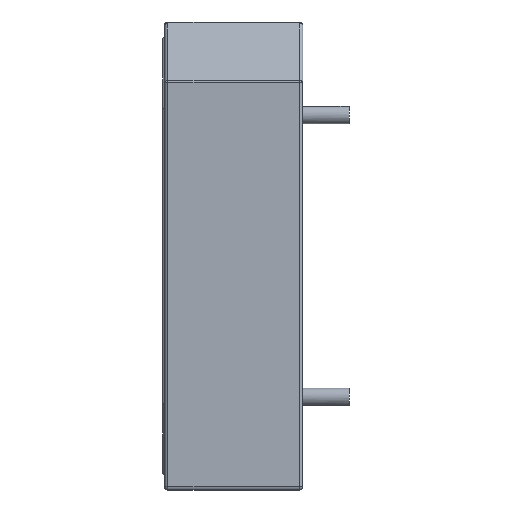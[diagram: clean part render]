
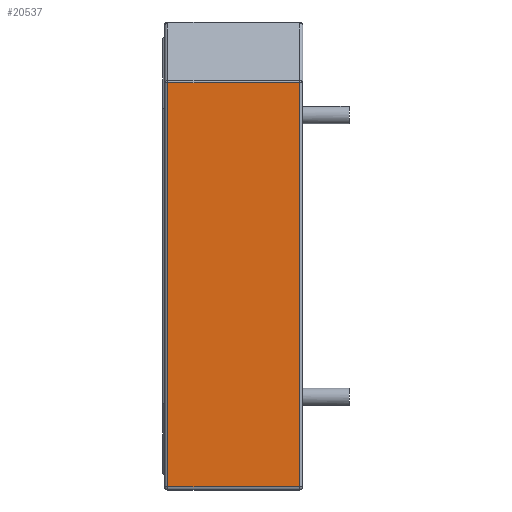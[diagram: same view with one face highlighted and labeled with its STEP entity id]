
A CAD part, left-side view. The second image highlights one B-rep face of the part: STEP entity #20537.
In plain terms, the highlighted planar face has unit normal (-1, 0, 0).
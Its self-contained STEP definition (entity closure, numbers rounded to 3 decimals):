
#538 = CARTESIAN_POINT ( 'NONE',  ( -11.85, 8.5, -22.75 ) ) ;
#540 = CARTESIAN_POINT ( 'NONE',  ( -11.85, 0.3, -22.55 ) ) ;
#633 = DIRECTION ( 'NONE',  ( 0., 0., -1. ) ) ;
#1662 = DIRECTION ( 'NONE',  ( 0., 0., -1. ) ) ;
#2214 = EDGE_LOOP ( 'NONE', ( #15580, #9592, #9591, #3680 ) ) ;
#2422 = EDGE_CURVE ( 'NONE', #12637, #9340, #10285, .T. ) ;
#3649 = DIRECTION ( 'NONE',  ( 1., 0., 0. ) ) ;
#3680 = ORIENTED_EDGE ( 'NONE', *, *, #6332, .T. ) ;
#3794 = CARTESIAN_POINT ( 'NONE',  ( -11.85, 8.5, -22.55 ) ) ;
#5492 = PLANE ( 'NONE',  #19687 ) ;
#5623 = VECTOR ( 'NONE', #11282, 1000. ) ;
#6332 = EDGE_CURVE ( 'NONE', #14861, #6558, #6782, .T. ) ;
#6558 = VERTEX_POINT ( 'NONE', #7051 ) ;
#6671 = VECTOR ( 'NONE', #1662, 1000. ) ;
#6782 = LINE ( 'NONE', #16266, #6671 ) ;
#7051 = CARTESIAN_POINT ( 'NONE',  ( -11.85, 8.3, -22.55 ) ) ;
#9340 = VERTEX_POINT ( 'NONE', #14507 ) ;
#9591 = ORIENTED_EDGE ( 'NONE', *, *, #11599, .T. ) ;
#9592 = ORIENTED_EDGE ( 'NONE', *, *, #2422, .T. ) ;
#10285 = LINE ( 'NONE', #18689, #10712 ) ;
#10712 = VECTOR ( 'NONE', #13657, 1000. ) ;
#11108 = CARTESIAN_POINT ( 'NONE',  ( -11.85, 8.3, 1.967 ) ) ;
#11282 = DIRECTION ( 'NONE',  ( 0., 1., 0. ) ) ;
#11599 = EDGE_CURVE ( 'NONE', #9340, #14861, #12892, .T. ) ;
#12637 = VERTEX_POINT ( 'NONE', #540 ) ;
#12892 = LINE ( 'NONE', #18043, #5623 ) ;
#13461 = DIRECTION ( 'NONE',  ( 0., -1., 0. ) ) ;
#13657 = DIRECTION ( 'NONE',  ( 0., 0., 1. ) ) ;
#14507 = CARTESIAN_POINT ( 'NONE',  ( -11.85, 0.3, 1.967 ) ) ;
#14861 = VERTEX_POINT ( 'NONE', #11108 ) ;
#15580 = ORIENTED_EDGE ( 'NONE', *, *, #17301, .T. ) ;
#16266 = CARTESIAN_POINT ( 'NONE',  ( -11.85, 8.3, -22.75 ) ) ;
#17301 = EDGE_CURVE ( 'NONE', #6558, #12637, #18294, .T. ) ;
#18043 = CARTESIAN_POINT ( 'NONE',  ( -11.85, 8.5, 1.967 ) ) ;
#18294 = LINE ( 'NONE', #3794, #19022 ) ;
#18689 = CARTESIAN_POINT ( 'NONE',  ( -11.85, 0.3, -22.75 ) ) ;
#19022 = VECTOR ( 'NONE', #13461, 1000. ) ;
#19687 = AXIS2_PLACEMENT_3D ( 'NONE', #538, #3649, #633 ) ;
#20315 = FACE_OUTER_BOUND ( 'NONE', #2214, .T. ) ;
#20537 = ADVANCED_FACE ( 'NONE', ( #20315 ), #5492, .F. ) ;
